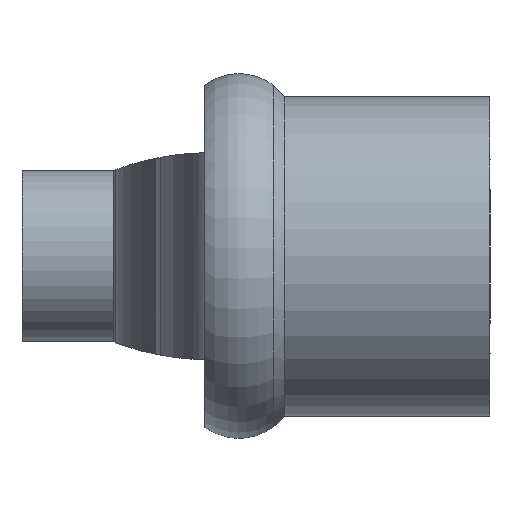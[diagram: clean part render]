
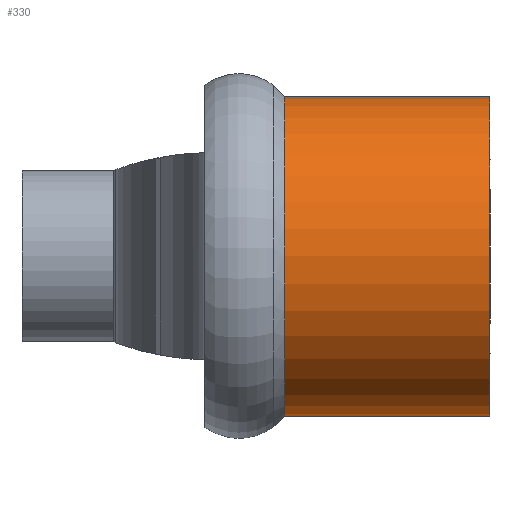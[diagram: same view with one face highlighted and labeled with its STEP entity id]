
A CAD part, left-side view. The second image highlights one B-rep face of the part: STEP entity #330.
In plain terms, the highlighted cylindrical face has radius 14 mm (diameter 28 mm), a full revolution.
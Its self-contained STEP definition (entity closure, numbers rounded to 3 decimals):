
#132=FACE_BOUND('',#462,.T.);
#133=FACE_BOUND('',#463,.T.);
#330=ADVANCED_FACE('',(#132,#133),#359,.T.);
#359=CYLINDRICAL_SURFACE('',#1279,14.);
#462=EDGE_LOOP('',(#734));
#463=EDGE_LOOP('',(#735));
#496=CIRCLE('',#1277,14.);
#497=CIRCLE('',#1278,14.);
#734=ORIENTED_EDGE('',*,*,#1098,.T.);
#735=ORIENTED_EDGE('',*,*,#1099,.F.);
#943=VERTEX_POINT('',#3059);
#944=VERTEX_POINT('',#3061);
#1098=EDGE_CURVE('',#943,#943,#496,.T.);
#1099=EDGE_CURVE('',#944,#944,#497,.T.);
#1277=AXIS2_PLACEMENT_3D('',#3058,#1456,#1457);
#1278=AXIS2_PLACEMENT_3D('',#3060,#1458,#1459);
#1279=AXIS2_PLACEMENT_3D('',#3062,#1460,#1461);
#1456=DIRECTION('',(0.,-1.,0.));
#1457=DIRECTION('',(0.,0.,1.));
#1458=DIRECTION('',(0.,-1.,0.));
#1459=DIRECTION('',(0.,0.,-1.));
#1460=DIRECTION('',(0.,-1.,0.));
#1461=DIRECTION('',(0.,0.,-1.));
#3058=CARTESIAN_POINT('',(135.5,40.,0.));
#3059=CARTESIAN_POINT('',(135.5,40.,14.));
#3060=CARTESIAN_POINT('',(135.5,22.,0.));
#3061=CARTESIAN_POINT('',(135.5,22.,-14.));
#3062=CARTESIAN_POINT('',(135.5,14.5,0.));
